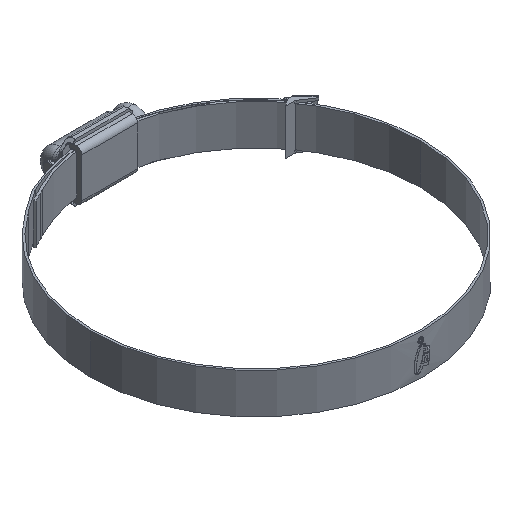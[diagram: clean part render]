
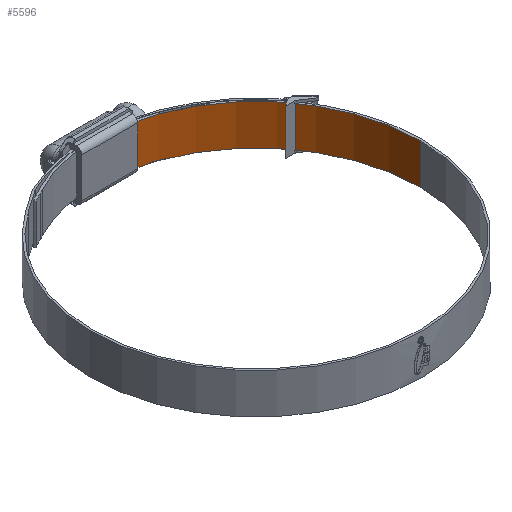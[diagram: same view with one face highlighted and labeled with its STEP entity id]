
A CAD part, isometric view. The second image highlights one B-rep face of the part: STEP entity #5596.
In plain terms, the highlighted cylindrical face has radius 65 mm (diameter 130 mm), a partial arc.
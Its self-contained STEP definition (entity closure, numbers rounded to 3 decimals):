
#80 = DIRECTION ( 'NONE',  ( -1., 0., 0. ) ) ;
#151 = EDGE_CURVE ( 'NONE', #6017, #10977, #9312, .T. ) ;
#387 = CARTESIAN_POINT ( 'NONE',  ( 0., 65., -8. ) ) ;
#504 = DIRECTION ( 'NONE',  ( 0., 0., -1. ) ) ;
#1005 = CARTESIAN_POINT ( 'NONE',  ( 0., 0., -8. ) ) ;
#1547 = DIRECTION ( 'NONE',  ( -1., 0., 0. ) ) ;
#1627 = DIRECTION ( 'NONE',  ( 1., 0., 0. ) ) ;
#1876 = DIRECTION ( 'NONE',  ( 0., 0., -1. ) ) ;
#2606 = VECTOR ( 'NONE', #5285, 1000. ) ;
#3013 = EDGE_CURVE ( 'NONE', #10977, #7330, #7952, .T. ) ;
#3283 = VECTOR ( 'NONE', #4130, 1000. ) ;
#3316 = FACE_OUTER_BOUND ( 'NONE', #10501, .T. ) ;
#3600 = CARTESIAN_POINT ( 'NONE',  ( 0., 65., 8. ) ) ;
#3851 = ORIENTED_EDGE ( 'NONE', *, *, #3013, .T. ) ;
#4078 = ORIENTED_EDGE ( 'NONE', *, *, #7158, .F. ) ;
#4130 = DIRECTION ( 'NONE',  ( 0., 0., 1. ) ) ;
#4860 = ORIENTED_EDGE ( 'NONE', *, *, #151, .T. ) ;
#5285 = DIRECTION ( 'NONE',  ( 0., 0., 1. ) ) ;
#5466 = ORIENTED_EDGE ( 'NONE', *, *, #7821, .F. ) ;
#5596 = ADVANCED_FACE ( 'NONE', ( #3316 ), #6137, .F. ) ;
#5927 = CARTESIAN_POINT ( 'NONE',  ( 0., 0., 8. ) ) ;
#6017 = VERTEX_POINT ( 'NONE', #387 ) ;
#6137 = CYLINDRICAL_SURFACE ( 'NONE', #9310, 65. ) ;
#6899 = DIRECTION ( 'NONE',  ( 0., 0., 1. ) ) ;
#7158 = EDGE_CURVE ( 'NONE', #9098, #7330, #9866, .T. ) ;
#7330 = VERTEX_POINT ( 'NONE', #8248 ) ;
#7603 = AXIS2_PLACEMENT_3D ( 'NONE', #5927, #504, #1547 ) ;
#7681 = CARTESIAN_POINT ( 'NONE',  ( 0., 65., -8. ) ) ;
#7821 = EDGE_CURVE ( 'NONE', #6017, #9098, #10444, .T. ) ;
#7952 = LINE ( 'NONE', #10654, #2606 ) ;
#8248 = CARTESIAN_POINT ( 'NONE',  ( 65., 0., 8. ) ) ;
#9098 = VERTEX_POINT ( 'NONE', #3600 ) ;
#9310 = AXIS2_PLACEMENT_3D ( 'NONE', #9734, #6899, #1627 ) ;
#9312 = CIRCLE ( 'NONE', #10834, 65. ) ;
#9734 = CARTESIAN_POINT ( 'NONE',  ( 0., 0., -8. ) ) ;
#9866 = CIRCLE ( 'NONE', #7603, 65. ) ;
#10363 = CARTESIAN_POINT ( 'NONE',  ( 65., 0., -8. ) ) ;
#10444 = LINE ( 'NONE', #7681, #3283 ) ;
#10501 = EDGE_LOOP ( 'NONE', ( #4860, #3851, #4078, #5466 ) ) ;
#10654 = CARTESIAN_POINT ( 'NONE',  ( 65., 0., -8. ) ) ;
#10834 = AXIS2_PLACEMENT_3D ( 'NONE', #1005, #1876, #80 ) ;
#10977 = VERTEX_POINT ( 'NONE', #10363 ) ;
